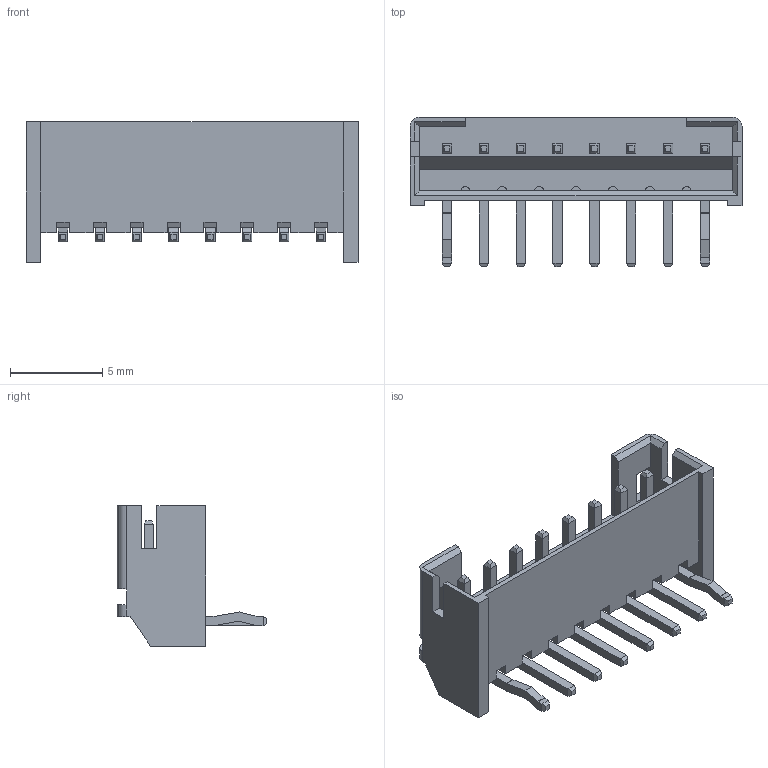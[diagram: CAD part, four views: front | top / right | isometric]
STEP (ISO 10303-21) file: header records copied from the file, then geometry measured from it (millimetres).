
FILE_DESCRIPTION((''),'2;1');
FILE_NAME('JS-1125R-08','2018-04-03T',('user'),(''),'CREO PARAMETRIC BY PTC INC, 2014350','CREO PARAMETRIC BY PTC INC, 2014350','');
FILE_SCHEMA(('CONFIG_CONTROL_DESIGN'));
Length unit declared in the file: millimetre
Products named in the file (1): JS-1125R-08
Bounding box: 18 x 8.1 x 7.6 mm (x, y, z)
Volume: 201.8 mm3; surface area: 763.5 mm2
Topology: 1 solids, 1 shells, 321 faces, 829 edges, 522 vertices
Faces by surface type: plane 284, cylinder 37
Entity records: 9567 total; most frequent: CARTESIAN_POINT 1672, ORIENTED_EDGE 1658, DIRECTION 1545, EDGE_CURVE 829, VECTOR 755, LINE 755, VERTEX_POINT 522, AXIS2_PLACEMENT_3D 395
